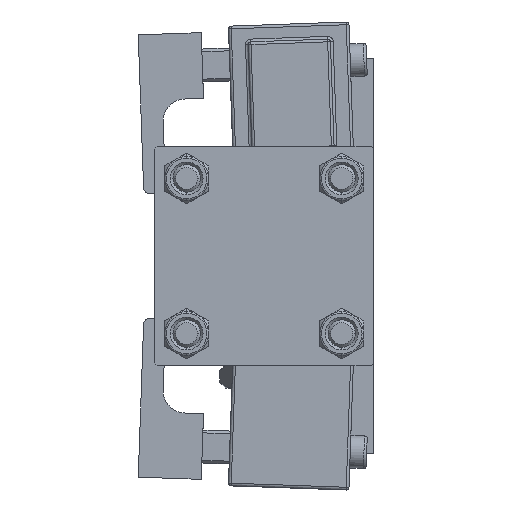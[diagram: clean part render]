
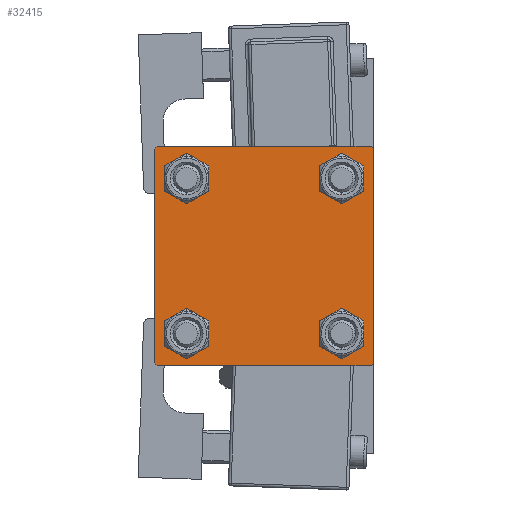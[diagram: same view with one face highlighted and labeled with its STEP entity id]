
A CAD part, left-side view. The second image highlights one B-rep face of the part: STEP entity #32415.
In plain terms, the highlighted planar face has unit normal (-1, 0, 0).
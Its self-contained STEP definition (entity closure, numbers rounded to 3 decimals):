
#189 = EDGE_LOOP ( 'NONE', ( #36915, #1532, #8674, #23809, #51959, #23436, #31749, #3402 ) ) ;
#243 = CARTESIAN_POINT ( 'NONE',  ( 0., 14.15, -17.15 ) ) ;
#449 = DIRECTION ( 'NONE',  ( 0., 0., 1. ) ) ;
#841 = CIRCLE ( 'NONE', #33670, 3. ) ;
#1421 = AXIS2_PLACEMENT_3D ( 'NONE', #38863, #3245, #35414 ) ;
#1532 = ORIENTED_EDGE ( 'NONE', *, *, #36218, .T. ) ;
#1633 = VECTOR ( 'NONE', #22353, 1000. ) ;
#2010 = CARTESIAN_POINT ( 'NONE',  ( 0., 14.15, 14.15 ) ) ;
#2803 = VECTOR ( 'NONE', #21430, 1000. ) ;
#3245 = DIRECTION ( 'NONE',  ( 1., 0., 0. ) ) ;
#3402 = ORIENTED_EDGE ( 'NONE', *, *, #5801, .T. ) ;
#3586 = CARTESIAN_POINT ( 'NONE',  ( 0., 20., 19.5 ) ) ;
#3589 = CARTESIAN_POINT ( 'NONE',  ( 0., 14.15, 17.15 ) ) ;
#4446 = ORIENTED_EDGE ( 'NONE', *, *, #13064, .T. ) ;
#4667 = FACE_BOUND ( 'NONE', #8714, .T. ) ;
#4701 = VERTEX_POINT ( 'NONE', #10941 ) ;
#5801 = EDGE_CURVE ( 'NONE', #4701, #18652, #29322, .T. ) ;
#5883 = ORIENTED_EDGE ( 'NONE', *, *, #34567, .T. ) ;
#6657 = CARTESIAN_POINT ( 'NONE',  ( 0., 20., 20. ) ) ;
#7014 = DIRECTION ( 'NONE',  ( 0., 0., 1. ) ) ;
#7023 = DIRECTION ( 'NONE',  ( 0., 0., 1. ) ) ;
#8083 = EDGE_CURVE ( 'NONE', #4701, #35057, #50708, .T. ) ;
#8147 = EDGE_CURVE ( 'NONE', #48453, #32040, #48581, .T. ) ;
#8336 = DIRECTION ( 'NONE',  ( 1., 0., 0. ) ) ;
#8361 = FACE_OUTER_BOUND ( 'NONE', #189, .T. ) ;
#8390 = CIRCLE ( 'NONE', #36170, 3. ) ;
#8543 = CARTESIAN_POINT ( 'NONE',  ( 0., -19.5, 20. ) ) ;
#8615 = CIRCLE ( 'NONE', #38095, 3. ) ;
#8674 = ORIENTED_EDGE ( 'NONE', *, *, #10502, .T. ) ;
#8714 = EDGE_LOOP ( 'NONE', ( #36806, #4446 ) ) ;
#8741 = CARTESIAN_POINT ( 'NONE',  ( 0., 20., -19.5 ) ) ;
#8832 = CARTESIAN_POINT ( 'NONE',  ( 0., 19.5, -20. ) ) ;
#9303 = CARTESIAN_POINT ( 'NONE',  ( 0., 14.15, -14.15 ) ) ;
#9316 = VERTEX_POINT ( 'NONE', #243 ) ;
#10158 = EDGE_CURVE ( 'NONE', #48453, #35057, #34555, .T. ) ;
#10295 = CARTESIAN_POINT ( 'NONE',  ( 0., -14.15, 14.15 ) ) ;
#10345 = CIRCLE ( 'NONE', #15425, 3. ) ;
#10502 = EDGE_CURVE ( 'NONE', #34368, #35189, #47416, .T. ) ;
#10941 = CARTESIAN_POINT ( 'NONE',  ( 0., 19.5, 20. ) ) ;
#11803 = FACE_BOUND ( 'NONE', #28645, .T. ) ;
#12260 = VERTEX_POINT ( 'NONE', #15990 ) ;
#12358 = CARTESIAN_POINT ( 'NONE',  ( 0., -14.15, 11.15 ) ) ;
#13064 = EDGE_CURVE ( 'NONE', #33295, #39544, #38809, .T. ) ;
#13285 = CARTESIAN_POINT ( 'NONE',  ( 0., 19.75, -19.75 ) ) ;
#14698 = LINE ( 'NONE', #26813, #1633 ) ;
#14730 = DIRECTION ( 'NONE',  ( 0., -1., 0. ) ) ;
#15425 = AXIS2_PLACEMENT_3D ( 'NONE', #9303, #41484, #23210 ) ;
#15990 = CARTESIAN_POINT ( 'NONE',  ( 0., -14.15, 17.15 ) ) ;
#16562 = FACE_BOUND ( 'NONE', #25333, .T. ) ;
#16671 = CARTESIAN_POINT ( 'NONE',  ( 0., 14.15, -11.15 ) ) ;
#17089 = CARTESIAN_POINT ( 'NONE',  ( 0., 14.15, 11.15 ) ) ;
#17125 = EDGE_CURVE ( 'NONE', #18652, #40875, #14698, .T. ) ;
#17257 = EDGE_CURVE ( 'NONE', #9316, #20918, #8390, .T. ) ;
#17360 = VERTEX_POINT ( 'NONE', #3589 ) ;
#17764 = CARTESIAN_POINT ( 'NONE',  ( 0., -19.5, -20. ) ) ;
#18225 = EDGE_CURVE ( 'NONE', #46053, #12260, #841, .T. ) ;
#18652 = VERTEX_POINT ( 'NONE', #3586 ) ;
#18960 = DIRECTION ( 'NONE',  ( 0., -0.707, 0.707 ) ) ;
#19174 = CARTESIAN_POINT ( 'NONE',  ( 0., 14.15, -14.15 ) ) ;
#19205 = CARTESIAN_POINT ( 'NONE',  ( 0., 20., -20. ) ) ;
#19535 = DIRECTION ( 'NONE',  ( 0., 0.707, 0.707 ) ) ;
#20466 = CIRCLE ( 'NONE', #46574, 3. ) ;
#20633 = DIRECTION ( 'NONE',  ( 0., 0., -1. ) ) ;
#20669 = CARTESIAN_POINT ( 'NONE',  ( 0., -20., 19.5 ) ) ;
#20918 = VERTEX_POINT ( 'NONE', #16671 ) ;
#21430 = DIRECTION ( 'NONE',  ( 0., 0.707, -0.707 ) ) ;
#22353 = DIRECTION ( 'NONE',  ( 0., 0., -1. ) ) ;
#22807 = AXIS2_PLACEMENT_3D ( 'NONE', #23118, #23380, #7014 ) ;
#23118 = CARTESIAN_POINT ( 'NONE',  ( 0., -14.15, -14.15 ) ) ;
#23210 = DIRECTION ( 'NONE',  ( 0., 0., 1. ) ) ;
#23380 = DIRECTION ( 'NONE',  ( 1., 0., 0. ) ) ;
#23436 = ORIENTED_EDGE ( 'NONE', *, *, #10158, .T. ) ;
#23529 = ORIENTED_EDGE ( 'NONE', *, *, #17257, .T. ) ;
#23809 = ORIENTED_EDGE ( 'NONE', *, *, #46920, .T. ) ;
#24179 = CIRCLE ( 'NONE', #1421, 3. ) ;
#24423 = DIRECTION ( 'NONE',  ( 0., 0., 1. ) ) ;
#25263 = EDGE_CURVE ( 'NONE', #39544, #33295, #20466, .T. ) ;
#25333 = EDGE_LOOP ( 'NONE', ( #28102, #23529 ) ) ;
#25628 = EDGE_CURVE ( 'NONE', #20918, #9316, #10345, .T. ) ;
#26614 = CARTESIAN_POINT ( 'NONE',  ( 0., -19.75, -19.75 ) ) ;
#26813 = CARTESIAN_POINT ( 'NONE',  ( 0., 20., 20. ) ) ;
#27071 = DIRECTION ( 'NONE',  ( 1., 0., 0. ) ) ;
#27399 = DIRECTION ( 'NONE',  ( 1., 0., 0. ) ) ;
#27874 = AXIS2_PLACEMENT_3D ( 'NONE', #10295, #30597, #50138 ) ;
#28102 = ORIENTED_EDGE ( 'NONE', *, *, #25628, .T. ) ;
#28157 = FACE_BOUND ( 'NONE', #32193, .T. ) ;
#28323 = AXIS2_PLACEMENT_3D ( 'NONE', #32868, #51906, #449 ) ;
#28645 = EDGE_LOOP ( 'NONE', ( #44029, #5883 ) ) ;
#29322 = LINE ( 'NONE', #49120, #2803 ) ;
#29358 = DIRECTION ( 'NONE',  ( 0., -0.707, -0.707 ) ) ;
#30597 = DIRECTION ( 'NONE',  ( 1., 0., 0. ) ) ;
#31214 = CARTESIAN_POINT ( 'NONE',  ( 0., -14.15, -11.15 ) ) ;
#31749 = ORIENTED_EDGE ( 'NONE', *, *, #8083, .F. ) ;
#32040 = VERTEX_POINT ( 'NONE', #42485 ) ;
#32098 = PLANE ( 'NONE',  #28323 ) ;
#32193 = EDGE_LOOP ( 'NONE', ( #45901, #44300 ) ) ;
#32415 = ADVANCED_FACE ( 'NONE', ( #28157, #4667, #16562, #11803, #8361 ), #32098, .T. ) ;
#32868 = CARTESIAN_POINT ( 'NONE',  ( 0., 0., 0. ) ) ;
#33295 = VERTEX_POINT ( 'NONE', #43195 ) ;
#33649 = DIRECTION ( 'NONE',  ( 1., 0., 0. ) ) ;
#33670 = AXIS2_PLACEMENT_3D ( 'NONE', #44009, #27399, #42953 ) ;
#34368 = VERTEX_POINT ( 'NONE', #8832 ) ;
#34516 = VECTOR ( 'NONE', #14730, 1000. ) ;
#34555 = LINE ( 'NONE', #50647, #35372 ) ;
#34567 = EDGE_CURVE ( 'NONE', #45314, #17360, #24179, .T. ) ;
#35057 = VERTEX_POINT ( 'NONE', #8543 ) ;
#35189 = VERTEX_POINT ( 'NONE', #17764 ) ;
#35372 = VECTOR ( 'NONE', #19535, 1000. ) ;
#35414 = DIRECTION ( 'NONE',  ( 0., 0., 1. ) ) ;
#36170 = AXIS2_PLACEMENT_3D ( 'NONE', #19174, #27071, #7023 ) ;
#36218 = EDGE_CURVE ( 'NONE', #40875, #34368, #49411, .T. ) ;
#36305 = CIRCLE ( 'NONE', #27874, 3. ) ;
#36806 = ORIENTED_EDGE ( 'NONE', *, *, #25263, .T. ) ;
#36915 = ORIENTED_EDGE ( 'NONE', *, *, #17125, .T. ) ;
#38095 = AXIS2_PLACEMENT_3D ( 'NONE', #2010, #33649, #50280 ) ;
#38214 = VECTOR ( 'NONE', #18960, 1000. ) ;
#38809 = CIRCLE ( 'NONE', #22807, 3. ) ;
#38863 = CARTESIAN_POINT ( 'NONE',  ( 0., 14.15, 14.15 ) ) ;
#39411 = VECTOR ( 'NONE', #29358, 1000. ) ;
#39544 = VERTEX_POINT ( 'NONE', #31214 ) ;
#40875 = VERTEX_POINT ( 'NONE', #8741 ) ;
#41484 = DIRECTION ( 'NONE',  ( 1., 0., 0. ) ) ;
#42485 = CARTESIAN_POINT ( 'NONE',  ( 0., -20., -19.5 ) ) ;
#42862 = VECTOR ( 'NONE', #20633, 1000. ) ;
#42941 = LINE ( 'NONE', #26614, #38214 ) ;
#42953 = DIRECTION ( 'NONE',  ( 0., 0., 1. ) ) ;
#43195 = CARTESIAN_POINT ( 'NONE',  ( 0., -14.15, -17.15 ) ) ;
#43843 = DIRECTION ( 'NONE',  ( 0., -1., 0. ) ) ;
#44009 = CARTESIAN_POINT ( 'NONE',  ( 0., -14.15, 14.15 ) ) ;
#44029 = ORIENTED_EDGE ( 'NONE', *, *, #44458, .T. ) ;
#44300 = ORIENTED_EDGE ( 'NONE', *, *, #18225, .T. ) ;
#44458 = EDGE_CURVE ( 'NONE', #17360, #45314, #8615, .T. ) ;
#44480 = CARTESIAN_POINT ( 'NONE',  ( 0., -14.15, -14.15 ) ) ;
#44614 = CARTESIAN_POINT ( 'NONE',  ( 0., -20., 20. ) ) ;
#45314 = VERTEX_POINT ( 'NONE', #17089 ) ;
#45901 = ORIENTED_EDGE ( 'NONE', *, *, #51443, .T. ) ;
#46053 = VERTEX_POINT ( 'NONE', #12358 ) ;
#46574 = AXIS2_PLACEMENT_3D ( 'NONE', #44480, #8336, #24423 ) ;
#46920 = EDGE_CURVE ( 'NONE', #35189, #32040, #42941, .T. ) ;
#47416 = LINE ( 'NONE', #19205, #34516 ) ;
#48453 = VERTEX_POINT ( 'NONE', #20669 ) ;
#48581 = LINE ( 'NONE', #44614, #42862 ) ;
#49120 = CARTESIAN_POINT ( 'NONE',  ( 0., 19.75, 19.75 ) ) ;
#49411 = LINE ( 'NONE', #13285, #39411 ) ;
#49606 = VECTOR ( 'NONE', #43843, 1000. ) ;
#50138 = DIRECTION ( 'NONE',  ( 0., 0., 1. ) ) ;
#50280 = DIRECTION ( 'NONE',  ( 0., 0., 1. ) ) ;
#50647 = CARTESIAN_POINT ( 'NONE',  ( 0., -19.75, 19.75 ) ) ;
#50708 = LINE ( 'NONE', #6657, #49606 ) ;
#51443 = EDGE_CURVE ( 'NONE', #12260, #46053, #36305, .T. ) ;
#51906 = DIRECTION ( 'NONE',  ( -1., 0., 0. ) ) ;
#51959 = ORIENTED_EDGE ( 'NONE', *, *, #8147, .F. ) ;
